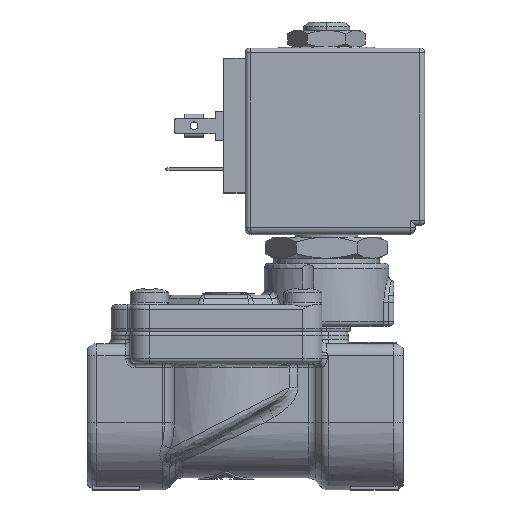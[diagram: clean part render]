
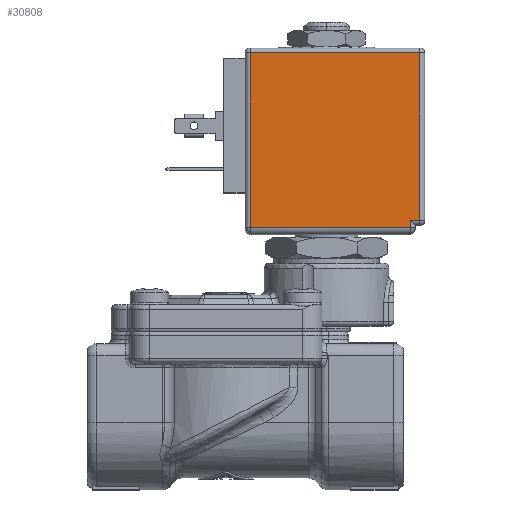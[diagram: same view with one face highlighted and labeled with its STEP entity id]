
A CAD part, top view. The second image highlights one B-rep face of the part: STEP entity #30808.
In plain terms, the highlighted planar face has unit normal (0, 0, 1).
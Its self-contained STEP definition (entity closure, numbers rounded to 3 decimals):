
#28222=DIRECTION('',(1.,0.,0.));
#28223=VECTOR('',#28222,33.5);
#28224=CARTESIAN_POINT('',(-16.,-3.5,
15.));
#28225=LINE('',#28224,#28223);
#28229=DIRECTION('',(0.,1.,0.));
#28230=VECTOR('',#28229,36.5);
#28231=CARTESIAN_POINT('',(-16.,-3.5,
15.));
#28232=LINE('',#28231,#28230);
#28236=DIRECTION('',(-1.,0.,0.));
#28237=VECTOR('',#28236,35.5);
#28238=CARTESIAN_POINT('',(19.5,33.,15.));
#28239=LINE('',#28238,#28237);
#28243=DIRECTION('',(0.,1.,0.));
#28244=VECTOR('',#28243,35.);
#28245=CARTESIAN_POINT('',(19.5,-2.,15.));
#28246=LINE('',#28245,#28244);
#28250=DIRECTION('',(1.,0.,0.));
#28251=VECTOR('',#28250,2.);
#28252=CARTESIAN_POINT('',(17.5,-2.,15.));
#28253=LINE('',#28252,#28251);
#28257=DIRECTION('',(0.,1.,0.));
#28258=VECTOR('',#28257,1.5);
#28259=CARTESIAN_POINT('',(17.5,-3.5,
15.));
#28260=LINE('',#28259,#28258);
#28338=CARTESIAN_POINT('',(17.5,-2.,15.));
#30097=CARTESIAN_POINT('',(-16.,-3.5,
15.));
#30098=CARTESIAN_POINT('',(17.5,-3.5,
15.));
#30099=VERTEX_POINT('',#30097);
#30100=VERTEX_POINT('',#30098);
#30115=CARTESIAN_POINT('',(-16.,33.,15.));
#30116=VERTEX_POINT('',#30115);
#30125=CARTESIAN_POINT('',(19.5,33.,15.));
#30126=VERTEX_POINT('',#30125);
#30139=CARTESIAN_POINT('',(19.5,-2.,15.));
#30140=VERTEX_POINT('',#30139);
#30142=VERTEX_POINT('',#28338);
#30790=CARTESIAN_POINT('',(0.,34.,15.));
#30791=DIRECTION('',(0.,0.,1.));
#30792=DIRECTION('',(1.,0.,0.));
#30793=AXIS2_PLACEMENT_3D('',#30790,#30791,#30792);
#30794=PLANE('',#30793);
#30796=ORIENTED_EDGE('',*,*,#30795,.F.);
#30797=ORIENTED_EDGE('',*,*,#30778,.T.);
#30799=ORIENTED_EDGE('',*,*,#30798,.F.);
#30801=ORIENTED_EDGE('',*,*,#30800,.F.);
#30803=ORIENTED_EDGE('',*,*,#30802,.F.);
#30805=ORIENTED_EDGE('',*,*,#30804,.F.);
#30806=EDGE_LOOP('',(#30796,#30797,#30799,#30801,#30803,#30805));
#30807=FACE_OUTER_BOUND('',#30806,.F.);
#30808=ADVANCED_FACE('',(#30807),#30794,.T.);
#30778=EDGE_CURVE('',#30099,#30116,#28232,.T.);
#30795=EDGE_CURVE('',#30099,#30100,#28225,.T.);
#30798=EDGE_CURVE('',#30126,#30116,#28239,.T.);
#30800=EDGE_CURVE('',#30140,#30126,#28246,.T.);
#30802=EDGE_CURVE('',#30142,#30140,#28253,.T.);
#30804=EDGE_CURVE('',#30100,#30142,#28260,.T.);
